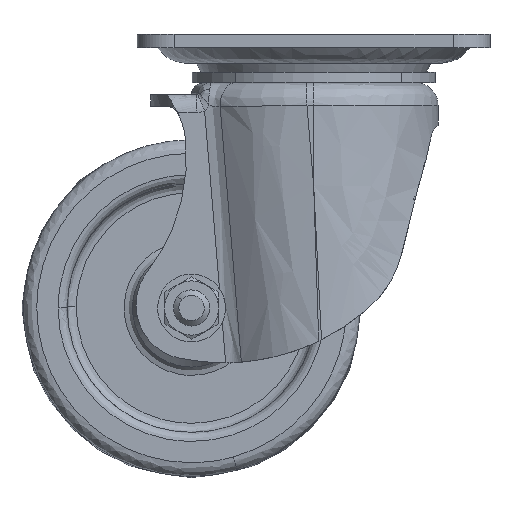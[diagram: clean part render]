
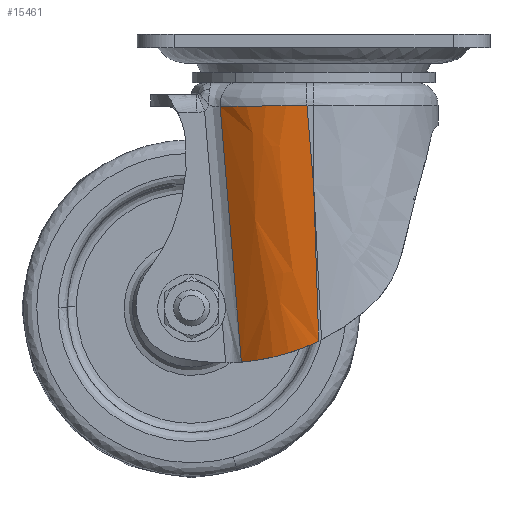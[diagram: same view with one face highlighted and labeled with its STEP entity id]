
A CAD part, front view. The second image highlights one B-rep face of the part: STEP entity #15461.
In plain terms, the highlighted free-form (B-spline) face has degree [1, 2] with [2, 3] control points.
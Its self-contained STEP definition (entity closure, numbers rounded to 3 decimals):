
#11712=CARTESIAN_POINT('',(-20.688,-19.715,-15.969));
#11713=VERTEX_POINT('',#11712);
#11927=CARTESIAN_POINT('',(-1.474,-27.499,-15.679));
#11928=VERTEX_POINT('',#11927);
#11944=CARTESIAN_POINT('',(-1.474,-27.499,-15.679));
#11945=CARTESIAN_POINT('',(-3.522,-27.5,-15.71));
#11946=CARTESIAN_POINT('',(-6.4,-27.178,-15.753));
#11947=CARTESIAN_POINT('',(-10.353,-26.094,-15.813));
#11948=CARTESIAN_POINT('',(-13.239,-24.945,-15.857));
#11949=CARTESIAN_POINT('',(-16.932,-22.917,-15.912));
#11950=CARTESIAN_POINT('',(-19.298,-21.063,-15.948));
#11951=CARTESIAN_POINT('',(-20.688,-19.715,-15.969));
#11952=B_SPLINE_CURVE_WITH_KNOTS('',3,(#11944,#11945,#11946,#11947,#11948,#11949,#11950,#11951),.UNSPECIFIED.,.F.,.U.,(4,1,1,1,1,4),(0.,6.144,8.635,12.288,15.443,21.255),.UNSPECIFIED.);
#11953=EDGE_CURVE('',#11928,#11713,#11952,.T.);
#13468=CARTESIAN_POINT('',(-15.98,-19.715,-72.463));
#13469=VERTEX_POINT('',#13468);
#13479=CARTESIAN_POINT('',(-20.688,-19.715,-15.969));
#13480=CARTESIAN_POINT('',(-15.98,-19.715,-72.463));
#13481=QUASI_UNIFORM_CURVE('',1,(#13479,#13480),.UNSPECIFIED.,.F.,.U.);
#13482=EDGE_CURVE('',#11713,#13469,#13481,.T.);
#13498=CARTESIAN_POINT('',(1.115,-27.444,-67.807));
#13499=VERTEX_POINT('',#13498);
#13507=CARTESIAN_POINT('',(0.001,-27.499,-33.381));
#13508=VERTEX_POINT('',#13507);
#13516=CARTESIAN_POINT('',(1.115,-27.444,-67.807));
#13517=CARTESIAN_POINT('',(0.744,-27.481,-56.332));
#13518=CARTESIAN_POINT('',(0.372,-27.499,-44.856));
#13519=CARTESIAN_POINT('',(0.001,-27.499,-33.381));
#13520=QUASI_UNIFORM_CURVE('',3,(#13516,#13517,#13518,#13519),.UNSPECIFIED.,.F.,.U.);
#13521=EDGE_CURVE('',#13499,#13508,#13520,.T.);
#14668=CARTESIAN_POINT('',(-15.98,-19.715,-72.463));
#14669=CARTESIAN_POINT('',(-15.39,-20.291,-72.415));
#14670=CARTESIAN_POINT('',(-14.777,-20.838,-72.355));
#14671=CARTESIAN_POINT('',(-13.507,-21.874,-72.202));
#14672=CARTESIAN_POINT('',(-12.85,-22.364,-72.111));
#14673=CARTESIAN_POINT('',(-11.833,-23.055,-71.946));
#14674=CARTESIAN_POINT('',(-11.488,-23.278,-71.886));
#14675=CARTESIAN_POINT('',(-10.963,-23.601,-71.79));
#14676=CARTESIAN_POINT('',(-10.786,-23.707,-71.756));
#14677=CARTESIAN_POINT('',(-10.431,-23.915,-71.686));
#14678=CARTESIAN_POINT('',(-10.253,-24.016,-71.651));
#14679=CARTESIAN_POINT('',(-9.36,-24.512,-71.465));
#14680=CARTESIAN_POINT('',(-8.637,-24.873,-71.298));
#14681=CARTESIAN_POINT('',(-7.173,-25.524,-70.922));
#14682=CARTESIAN_POINT('',(-6.432,-25.815,-70.714));
#14683=CARTESIAN_POINT('',(-4.937,-26.327,-70.253));
#14684=CARTESIAN_POINT('',(-4.181,-26.55,-70.));
#14685=CARTESIAN_POINT('',(-3.228,-26.785,-69.653));
#14686=CARTESIAN_POINT('',(-3.037,-26.83,-69.582));
#14687=CARTESIAN_POINT('',(-2.655,-26.915,-69.438));
#14688=CARTESIAN_POINT('',(-2.083,-27.036,-69.218));
#14689=CARTESIAN_POINT('',(-1.514,-27.137,-68.986));
#14690=CARTESIAN_POINT('',(-0.381,-27.312,-68.507));
#14691=CARTESIAN_POINT('',(0.37,-27.394,-68.168));
#14692=CARTESIAN_POINT('',(1.115,-27.444,-67.807));
#14693=B_SPLINE_CURVE_WITH_KNOTS('',3,(#14668,#14669,#14670,#14671,#14672,#14673,#14674,#14675,#14676,#14677,#14678,#14679,#14680,#14681,#14682,#14683,#14684,#14685,#14686,#14687,#14688,#14689,#14690,#14691,#14692),.UNSPECIFIED.,.F.,.U.,(4,2,2,2,2,2,2,2,2,2,1,2,4),(0.0,0.125,0.25,0.313,0.344,0.375,0.5,0.625,0.75,0.781,0.813,0.875,1.0),.UNSPECIFIED.);
#14694=EDGE_CURVE('',#13469,#13499,#14693,.T.);
#15436=CARTESIAN_POINT('',(3.96,-27.49,-72.224));
#15437=CARTESIAN_POINT('',(-0.986,-27.49,-12.869));
#15438=CARTESIAN_POINT('',(-8.194,-27.809,-73.236));
#15439=CARTESIAN_POINT('',(-13.141,-27.809,-13.882));
#15440=CARTESIAN_POINT('',(-16.587,-18.981,-73.936));
#15441=CARTESIAN_POINT('',(-21.533,-18.981,-14.581));
#15449=(BOUNDED_SURFACE()B_SPLINE_SURFACE(1,2,((#15436,#15438,#15440),(#15437,#15439,#15441)),.UNSPECIFIED.,.F.,.F.,.U.)B_SPLINE_SURFACE_WITH_KNOTS((2,2),(3,3),(0.0,59.56),(0.0,23.306),.UNSPECIFIED.)GEOMETRIC_REPRESENTATION_ITEM()RATIONAL_B_SPLINE_SURFACE(((1.0,0.912,0.996),(1.0,0.912,0.996)))REPRESENTATION_ITEM('')SURFACE());
#15450=CARTESIAN_POINT('',(0.001,-27.499,-33.381));
#15451=CARTESIAN_POINT('',(-1.474,-27.499,-15.679));
#15452=QUASI_UNIFORM_CURVE('',1,(#15450,#15451),.UNSPECIFIED.,.F.,.U.);
#15453=EDGE_CURVE('',#13508,#11928,#15452,.T.);
#15454=ORIENTED_EDGE('',*,*,#15453,.T.);
#15455=ORIENTED_EDGE('',*,*,#11953,.T.);
#15456=ORIENTED_EDGE('',*,*,#13482,.T.);
#15457=ORIENTED_EDGE('',*,*,#14694,.T.);
#15458=ORIENTED_EDGE('',*,*,#13521,.T.);
#15459=EDGE_LOOP('',(#15454,#15455,#15456,#15457,#15458));
#15460=FACE_OUTER_BOUND('',#15459,.T.);
#15461=ADVANCED_FACE('',(#15460),#15449,.T.);
